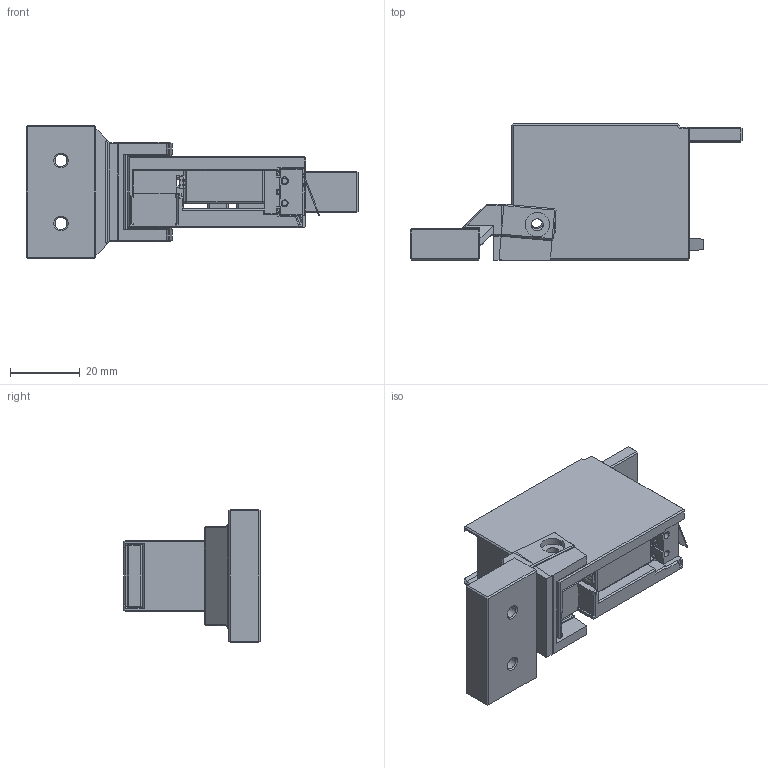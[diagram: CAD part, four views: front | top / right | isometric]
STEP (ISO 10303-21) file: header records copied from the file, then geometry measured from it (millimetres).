
FILE_DESCRIPTION(/* description */ (''),/* implementation_level */ '2;1');
FILE_NAME(/* name */ 'Blobifier (v16~recovered).step',/* time_stamp */ '2024-02-02T13:41:05+01:00',/* author */ (''),/* organization */ (''),/* preprocessor_version */ 'ST-DEVELOPER v20',/* originating_system */ 'Autodesk Translation Framework v12.14.0.127',/* authorisation */ '');
FILE_SCHEMA (('AUTOMOTIVE_DESIGN { 1 0 10303 214 3 1 1 }'));
Length unit declared in the file: millimetre
Products named in the file (8): Configuration 1; Tray; sg90 servo; Base; D2F_FL_D; D2F_FL_D.BASE; D2F_FL_D_ACTUATOR; Mount_voron_2.4
Assembly tree (7 placements, depth 3):
  Configuration 1
    Tray
    sg90 servo
    Base
    D2F_FL_D
      D2F_FL_D.BASE
      D2F_FL_D_ACTUATOR
    Mount_voron_2.4
Bounding box: 95 x 39 x 38 mm (x, y, z)
Volume: 41387.7 mm3; surface area: 21308.9 mm2
Topology: 7 solids, 7 shells, 609 faces, 1460 edges, 864 vertices
Faces by surface type: plane 444, cylinder 99, torus 30, sphere 16, cone 12, bspline 8
Full cylindrical faces by diameter (mm): 0.8 x3, 1.5 x2, 2 x1, 3.4 x5, 4.6 x2, 7 x3
Entity records: 17889 total; most frequent: CARTESIAN_POINT 3579, ORIENTED_EDGE 2912, DIRECTION 2885, EDGE_CURVE 1456, LINE 1157, VECTOR 1157, VERTEX_POINT 864, AXIS2_PLACEMENT_3D 864
